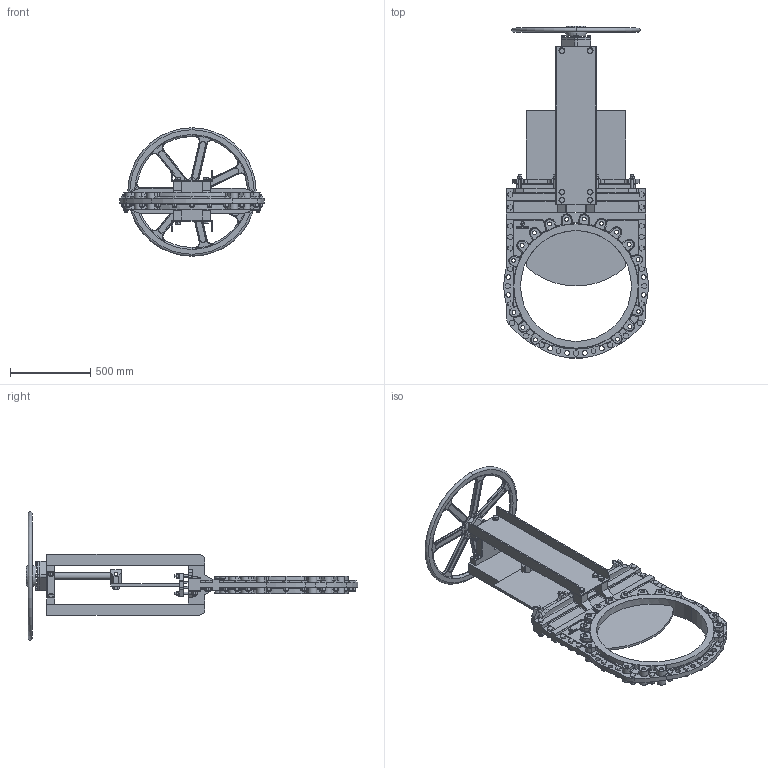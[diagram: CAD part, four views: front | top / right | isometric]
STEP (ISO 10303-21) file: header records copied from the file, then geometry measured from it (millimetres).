
FILE_DESCRIPTION (( 'STEP AP214' ), '1' );
FILE_NAME ('EB DN700_CAST IRON_HANDWHEEL_NRS.STEP', '2012-04-25T08:26:29', ( 'Usuario' ), ( '' ), 'SwSTEP 2.0', 'SolidWorks 2011', '' );
FILE_SCHEMA (( 'AUTOMOTIVE_DESIGN' ));
Length unit declared in the file: millimetre
Products named in the file (1): EB DN700_CAST IRON_HANDWHEEL_NRS
Bounding box: 900 x 2067.62 x 800 mm (x, y, z)
Surface area: 5701742.8 mm2 (no closed solid volume)
Topology: 0 solids, 203 shells, 2265 faces, 7396 edges, 4997 vertices
Faces by surface type: plane 985, cylinder 660, cone 214, torus 204, bspline 198, sphere 4
Entity records: 126891 total; most frequent: CARTESIAN_POINT 40724, DIRECTION 12488, ORIENTED_EDGE 11731, EDGE_CURVE 7377, VERTEX_POINT 4997, AXIS2_PLACEMENT_3D 4762, VECTOR 2964, LINE 2964
